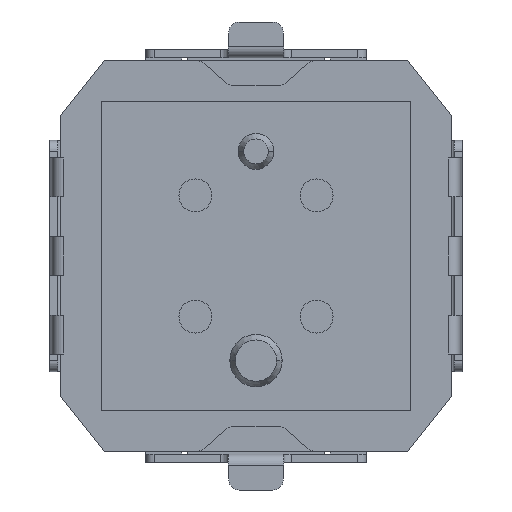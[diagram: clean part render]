
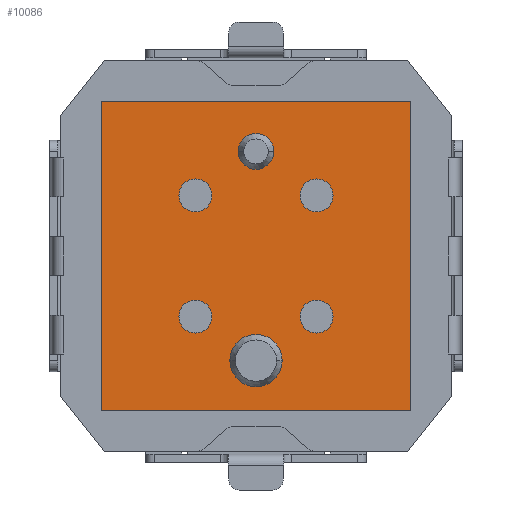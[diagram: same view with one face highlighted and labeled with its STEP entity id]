
A CAD part, front view. The second image highlights one B-rep face of the part: STEP entity #10086.
In plain terms, the highlighted planar face has unit normal (0, -1, 0).
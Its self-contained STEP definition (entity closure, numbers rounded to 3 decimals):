
#213=DIRECTION('',(1.,0.,0.));
#214=VECTOR('',#213,5.6);
#215=CARTESIAN_POINT('',(-2.8,-0.05,-2.8));
#216=LINE('',#215,#214);
#217=DIRECTION('',(0.,0.,-1.));
#218=VECTOR('',#217,5.6);
#219=CARTESIAN_POINT('',(-2.8,-0.05,2.8));
#220=LINE('',#219,#218);
#221=DIRECTION('',(-1.,0.,0.));
#222=VECTOR('',#221,5.6);
#223=CARTESIAN_POINT('',(2.8,-0.05,2.8));
#224=LINE('',#223,#222);
#225=DIRECTION('',(0.,0.,1.));
#226=VECTOR('',#225,5.6);
#227=CARTESIAN_POINT('',(2.8,-0.05,-2.8));
#228=LINE('',#227,#226);
#229=CARTESIAN_POINT('',(0.,-0.05,1.9));
#230=DIRECTION('',(0.,-1.,0.));
#231=DIRECTION('',(1.,0.,0.));
#232=AXIS2_PLACEMENT_3D('',#229,#230,#231);
#234=CARTESIAN_POINT('',(0.,-0.05,1.9));
#235=DIRECTION('',(0.,-1.,0.));
#236=DIRECTION('',(-1.,0.,0.));
#237=AXIS2_PLACEMENT_3D('',#234,#235,#236);
#239=CARTESIAN_POINT('',(0.,-0.05,-1.9));
#240=DIRECTION('',(0.,-1.,0.));
#241=DIRECTION('',(1.,0.,0.));
#242=AXIS2_PLACEMENT_3D('',#239,#240,#241);
#244=CARTESIAN_POINT('',(0.,-0.05,-1.9));
#245=DIRECTION('',(0.,-1.,0.));
#246=DIRECTION('',(-1.,0.,0.));
#247=AXIS2_PLACEMENT_3D('',#244,#245,#246);
#249=CARTESIAN_POINT('',(1.1,-0.05,1.1));
#250=DIRECTION('',(0.,-1.,0.));
#251=DIRECTION('',(0.,0.,-1.));
#252=AXIS2_PLACEMENT_3D('',#249,#250,#251);
#254=CARTESIAN_POINT('',(1.1,-0.05,1.1));
#255=DIRECTION('',(0.,-1.,0.));
#256=DIRECTION('',(0.,0.,1.));
#257=AXIS2_PLACEMENT_3D('',#254,#255,#256);
#259=CARTESIAN_POINT('',(1.1,-0.05,-1.1));
#260=DIRECTION('',(0.,-1.,0.));
#261=DIRECTION('',(0.,0.,-1.));
#262=AXIS2_PLACEMENT_3D('',#259,#260,#261);
#264=CARTESIAN_POINT('',(1.1,-0.05,-1.1));
#265=DIRECTION('',(0.,-1.,0.));
#266=DIRECTION('',(0.,0.,1.));
#267=AXIS2_PLACEMENT_3D('',#264,#265,#266);
#269=CARTESIAN_POINT('',(-1.1,-0.05,1.1));
#270=DIRECTION('',(0.,-1.,0.));
#271=DIRECTION('',(0.,0.,-1.));
#272=AXIS2_PLACEMENT_3D('',#269,#270,#271);
#274=CARTESIAN_POINT('',(-1.1,-0.05,1.1));
#275=DIRECTION('',(0.,-1.,0.));
#276=DIRECTION('',(0.,0.,1.));
#277=AXIS2_PLACEMENT_3D('',#274,#275,#276);
#279=CARTESIAN_POINT('',(-1.1,-0.05,-1.1));
#280=DIRECTION('',(0.,-1.,0.));
#281=DIRECTION('',(0.,0.,-1.));
#282=AXIS2_PLACEMENT_3D('',#279,#280,#281);
#284=CARTESIAN_POINT('',(-1.1,-0.05,-1.1));
#285=DIRECTION('',(0.,-1.,0.));
#286=DIRECTION('',(0.,0.,1.));
#287=AXIS2_PLACEMENT_3D('',#284,#285,#286);
#8053=CARTESIAN_POINT('',(-2.8,-0.05,-2.8));
#8054=CARTESIAN_POINT('',(2.8,-0.05,-2.8));
#8055=VERTEX_POINT('',#8053);
#8056=VERTEX_POINT('',#8054);
#8057=CARTESIAN_POINT('',(2.8,-0.05,2.8));
#8058=VERTEX_POINT('',#8057);
#8059=CARTESIAN_POINT('',(-2.8,-0.05,2.8));
#8060=VERTEX_POINT('',#8059);
#8069=CARTESIAN_POINT('',(0.325,-0.05,1.9));
#8070=CARTESIAN_POINT('',(-0.325,-0.05,1.9));
#8071=VERTEX_POINT('',#8069);
#8072=VERTEX_POINT('',#8070);
#8073=CARTESIAN_POINT('',(0.475,-0.05,-1.9));
#8074=CARTESIAN_POINT('',(-0.475,-0.05,-1.9));
#8075=VERTEX_POINT('',#8073);
#8076=VERTEX_POINT('',#8074);
#8173=CARTESIAN_POINT('',(1.1,-0.05,0.8));
#8174=CARTESIAN_POINT('',(1.1,-0.05,1.4));
#8175=VERTEX_POINT('',#8173);
#8176=VERTEX_POINT('',#8174);
#8177=CARTESIAN_POINT('',(1.1,-0.05,-1.4));
#8178=CARTESIAN_POINT('',(1.1,-0.05,-0.8));
#8179=VERTEX_POINT('',#8177);
#8180=VERTEX_POINT('',#8178);
#8181=CARTESIAN_POINT('',(-1.1,-0.05,0.8));
#8182=CARTESIAN_POINT('',(-1.1,-0.05,1.4));
#8183=VERTEX_POINT('',#8181);
#8184=VERTEX_POINT('',#8182);
#8185=CARTESIAN_POINT('',(-1.1,-0.05,-1.4));
#8186=CARTESIAN_POINT('',(-1.1,-0.05,-0.8));
#8187=VERTEX_POINT('',#8185);
#8188=VERTEX_POINT('',#8186);
#10039=CARTESIAN_POINT('',(0.,-0.05,0.));
#10040=DIRECTION('',(0.,-1.,0.));
#10041=DIRECTION('',(0.,0.,1.));
#10042=AXIS2_PLACEMENT_3D('',#10039,#10040,#10041);
#10043=PLANE('',#10042);
#10044=ORIENTED_EDGE('',*,*,#9991,.F.);
#10045=ORIENTED_EDGE('',*,*,#10006,.F.);
#10046=ORIENTED_EDGE('',*,*,#10020,.F.);
#10047=ORIENTED_EDGE('',*,*,#10033,.F.);
#10048=EDGE_LOOP('',(#10044,#10045,#10046,#10047));
#10049=FACE_OUTER_BOUND('',#10048,.F.);
#10051=ORIENTED_EDGE('',*,*,#10050,.T.);
#10053=ORIENTED_EDGE('',*,*,#10052,.T.);
#10054=EDGE_LOOP('',(#10051,#10053));
#10055=FACE_BOUND('',#10054,.F.);
#10057=ORIENTED_EDGE('',*,*,#10056,.T.);
#10059=ORIENTED_EDGE('',*,*,#10058,.T.);
#10060=EDGE_LOOP('',(#10057,#10059));
#10061=FACE_BOUND('',#10060,.F.);
#10063=ORIENTED_EDGE('',*,*,#10062,.T.);
#10065=ORIENTED_EDGE('',*,*,#10064,.T.);
#10066=EDGE_LOOP('',(#10063,#10065));
#10067=FACE_BOUND('',#10066,.F.);
#10069=ORIENTED_EDGE('',*,*,#10068,.T.);
#10071=ORIENTED_EDGE('',*,*,#10070,.T.);
#10072=EDGE_LOOP('',(#10069,#10071));
#10073=FACE_BOUND('',#10072,.F.);
#10075=ORIENTED_EDGE('',*,*,#10074,.T.);
#10077=ORIENTED_EDGE('',*,*,#10076,.T.);
#10078=EDGE_LOOP('',(#10075,#10077));
#10079=FACE_BOUND('',#10078,.F.);
#10081=ORIENTED_EDGE('',*,*,#10080,.T.);
#10083=ORIENTED_EDGE('',*,*,#10082,.T.);
#10084=EDGE_LOOP('',(#10081,#10083));
#10085=FACE_BOUND('',#10084,.F.);
#233=CIRCLE('',#232,0.325);
#238=CIRCLE('',#237,0.325);
#243=CIRCLE('',#242,0.475);
#248=CIRCLE('',#247,0.475);
#253=CIRCLE('',#252,0.3);
#258=CIRCLE('',#257,0.3);
#263=CIRCLE('',#262,0.3);
#268=CIRCLE('',#267,0.3);
#273=CIRCLE('',#272,0.3);
#278=CIRCLE('',#277,0.3);
#283=CIRCLE('',#282,0.3);
#288=CIRCLE('',#287,0.3);
#9991=EDGE_CURVE('',#8055,#8056,#216,.T.);
#10006=EDGE_CURVE('',#8060,#8055,#220,.T.);
#10020=EDGE_CURVE('',#8058,#8060,#224,.T.);
#10033=EDGE_CURVE('',#8056,#8058,#228,.T.);
#10050=EDGE_CURVE('',#8071,#8072,#233,.T.);
#10052=EDGE_CURVE('',#8072,#8071,#238,.T.);
#10056=EDGE_CURVE('',#8075,#8076,#243,.T.);
#10058=EDGE_CURVE('',#8076,#8075,#248,.T.);
#10062=EDGE_CURVE('',#8175,#8176,#253,.T.);
#10064=EDGE_CURVE('',#8176,#8175,#258,.T.);
#10068=EDGE_CURVE('',#8179,#8180,#263,.T.);
#10070=EDGE_CURVE('',#8180,#8179,#268,.T.);
#10074=EDGE_CURVE('',#8183,#8184,#273,.T.);
#10076=EDGE_CURVE('',#8184,#8183,#278,.T.);
#10080=EDGE_CURVE('',#8187,#8188,#283,.T.);
#10082=EDGE_CURVE('',#8188,#8187,#288,.T.);
#10086=ADVANCED_FACE('',(#10049,#10055,#10061,#10067,#10073,#10079,#10085),
#10043,.T.);
